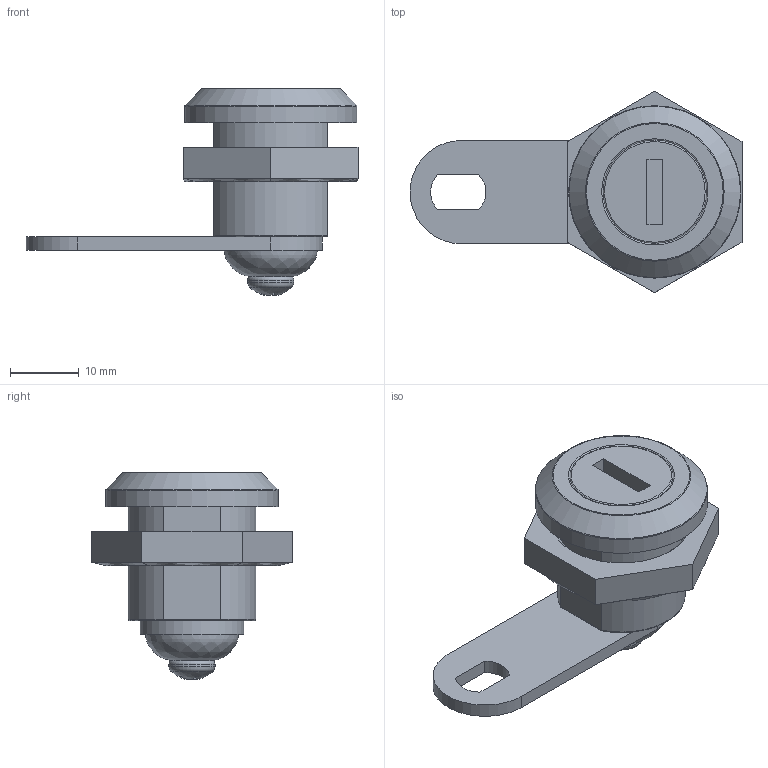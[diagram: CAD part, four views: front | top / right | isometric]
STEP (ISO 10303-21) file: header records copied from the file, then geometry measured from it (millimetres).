
FILE_DESCRIPTION(/* description */ (''),/* implementation_level */ '2;1');
FILE_NAME(/* name */ 'KC-1.stp',/* time_stamp */ '2025-06-30T14:02:20+09:00',/* author */ ('user'),/* organization */ (''),/* preprocessor_version */ 'ST-DEVELOPER v15.6',/* originating_system */ 'Autodesk Inventor 2015',/* authorisation */ '');
FILE_SCHEMA (('AUTOMOTIVE_DESIGN { 1 0 10303 214 3 1 1 }'));
Length unit declared in the file: millimetre
Products named in the file (5): DR_KC-1; DR_KC-1-C; DR_KC-1-SC; DR_M19NUT; KC-1
Bounding box: 48.15 x 29.21 x 30.04 mm (x, y, z)
Volume: 9051.9 mm3; surface area: 7389.3 mm2
Topology: 6 solids, 6 shells, 97 faces, 210 edges, 134 vertices
Faces by surface type: plane 52, cylinder 22, torus 11, bspline 8, cone 3, sphere 1
Full cylindrical faces by diameter (mm): 4 x3, 6.7 x1, 11 x2, 15 x2, 19 x1, 25 x1
Entity records: 2845 total; most frequent: CARTESIAN_POINT 646, DIRECTION 454, ORIENTED_EDGE 372, EDGE_CURVE 186, AXIS2_PLACEMENT_3D 176, EDGE_LOOP 138, VERTEX_POINT 132, LINE 102
